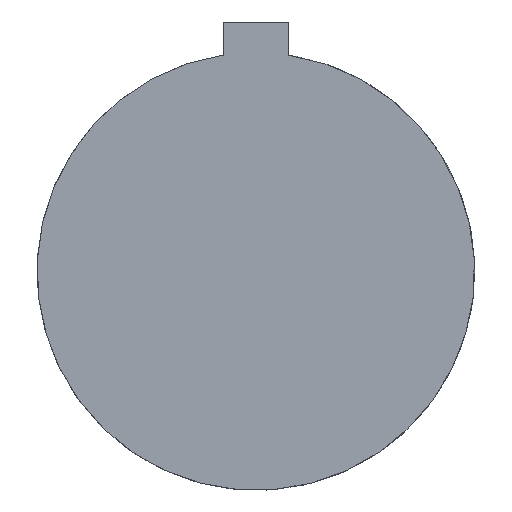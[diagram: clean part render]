
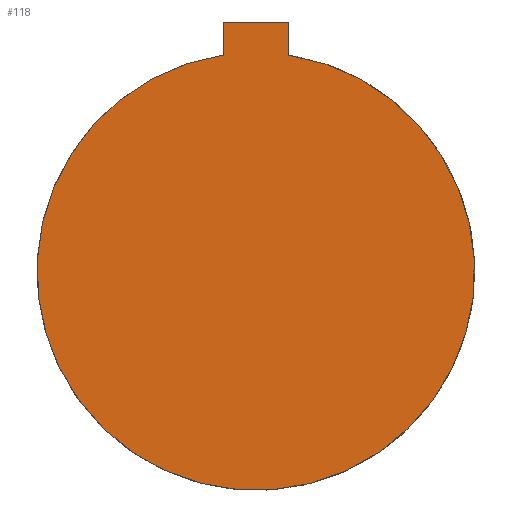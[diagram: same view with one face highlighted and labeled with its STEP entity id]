
A CAD part, front view. The second image highlights one B-rep face of the part: STEP entity #118.
In plain terms, the highlighted planar face has unit normal (0, -1, 0).
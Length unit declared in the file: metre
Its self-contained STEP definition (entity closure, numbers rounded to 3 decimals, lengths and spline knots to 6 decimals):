
#14=PLANE('',#143);
#21=LINE('',#201,#31);
#22=LINE('',#203,#32);
#23=LINE('',#205,#33);
#31=VECTOR('',#167,1.);
#32=VECTOR('',#168,1.);
#33=VECTOR('',#169,1.);
#45=ORIENTED_EDGE('',*,*,#71,.F.);
#46=ORIENTED_EDGE('',*,*,#73,.T.);
#47=ORIENTED_EDGE('',*,*,#74,.T.);
#48=ORIENTED_EDGE('',*,*,#75,.F.);
#71=EDGE_CURVE('',#85,#83,#93,.T.);
#73=EDGE_CURVE('',#85,#87,#21,.T.);
#74=EDGE_CURVE('',#87,#88,#22,.T.);
#75=EDGE_CURVE('',#83,#88,#23,.T.);
#83=VERTEX_POINT('',#191);
#85=VERTEX_POINT('',#195);
#87=VERTEX_POINT('',#202);
#88=VERTEX_POINT('',#204);
#93=CIRCLE('',#140,0.005);
#98=EDGE_LOOP('',(#45,#46,#47,#48));
#108=FACE_BOUND('',#98,.T.);
#118=ADVANCED_FACE('',(#108),#14,.F.);
#140=AXIS2_PLACEMENT_3D('',#196,#159,#160);
#143=AXIS2_PLACEMENT_3D('',#200,#165,#166);
#159=DIRECTION('',(0.,1.,0.));
#160=DIRECTION('',(1.,0.,0.));
#165=DIRECTION('',(0.,1.,0.));
#166=DIRECTION('',(1.,0.,0.));
#167=DIRECTION('',(0.,0.,1.));
#168=DIRECTION('',(-1.,0.,0.));
#169=DIRECTION('',(0.,0.,1.));
#191=CARTESIAN_POINT('',(-0.00075,0.,0.004943));
#195=CARTESIAN_POINT('',(0.00075,0.,0.004943));
#196=CARTESIAN_POINT('',(0.,0.,0.));
#200=CARTESIAN_POINT('',(0.,0.,0.));
#201=CARTESIAN_POINT('',(0.00075,0.,0.005));
#202=CARTESIAN_POINT('',(0.00075,0.,0.0057));
#203=CARTESIAN_POINT('',(0.,0.,0.0057));
#204=CARTESIAN_POINT('',(-0.00075,0.,0.0057));
#205=CARTESIAN_POINT('',(-0.00075,0.,0.005));
